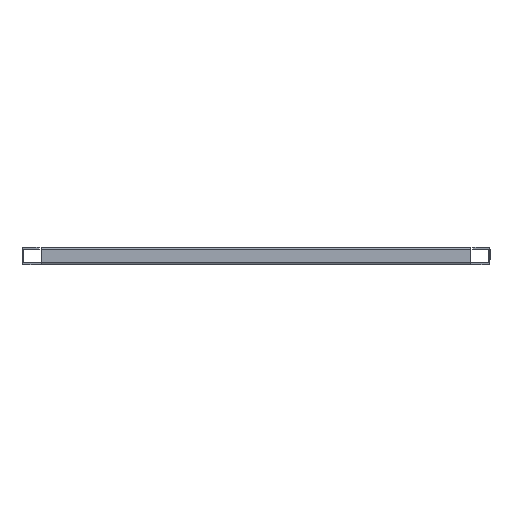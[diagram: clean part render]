
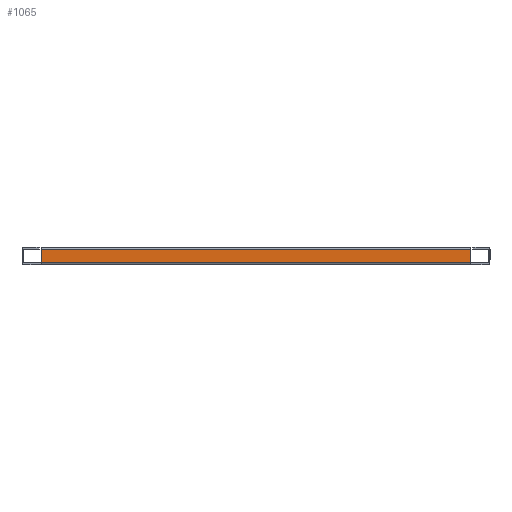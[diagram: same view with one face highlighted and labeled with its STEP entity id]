
A CAD part, left-side view. The second image highlights one B-rep face of the part: STEP entity #1065.
In plain terms, the highlighted planar face has unit normal (-1, 0, 0).
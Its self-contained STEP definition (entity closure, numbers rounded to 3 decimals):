
#195 = EDGE_LOOP ( 'NONE', ( #2806, #2805, #2804, #2803 ) ) ;
#1065 = ADVANCED_FACE ( 'NONE', ( #3098 ), #1670, .F. ) ;
#1280 = EDGE_CURVE ( 'NONE', #1413, #1418, #3586, .T. ) ;
#1282 = EDGE_CURVE ( 'NONE', #1413, #1412, #3579, .T. ) ;
#1412 = VERTEX_POINT ( 'NONE', #5071 ) ;
#1413 = VERTEX_POINT ( 'NONE', #5072 ) ;
#1416 = VERTEX_POINT ( 'NONE', #5075 ) ;
#1418 = VERTEX_POINT ( 'NONE', #5077 ) ;
#1665 = CARTESIAN_POINT ( 'NONE',  ( -1041.51, 314.5, 2.5 ) ) ;
#1670 = PLANE ( 'NONE',  #2645 ) ;
#1675 = DIRECTION ( 'NONE',  ( 1., 0., 0. ) ) ;
#1676 = DIRECTION ( 'NONE',  ( 0., 0., -1. ) ) ;
#2154 = EDGE_CURVE ( 'NONE', #1416, #1418, #3609, .T. ) ;
#2157 = EDGE_CURVE ( 'NONE', #1412, #1416, #3604, .T. ) ;
#2645 = AXIS2_PLACEMENT_3D ( 'NONE', #1665, #1675, #1676 ) ;
#2803 = ORIENTED_EDGE ( 'NONE', *, *, #1282, .T. ) ;
#2804 = ORIENTED_EDGE ( 'NONE', *, *, #1280, .F. ) ;
#2805 = ORIENTED_EDGE ( 'NONE', *, *, #2154, .T. ) ;
#2806 = ORIENTED_EDGE ( 'NONE', *, *, #2157, .T. ) ;
#3098 = FACE_OUTER_BOUND ( 'NONE', #195, .T. ) ;
#3579 = LINE ( 'NONE', #4935, #3599 ) ;
#3586 = LINE ( 'NONE', #4925, #3595 ) ;
#3595 = VECTOR ( 'NONE', #4934, 1000. ) ;
#3599 = VECTOR ( 'NONE', #4938, 1000. ) ;
#3602 = VECTOR ( 'NONE', #5094, 1000. ) ;
#3604 = LINE ( 'NONE', #5097, #3615 ) ;
#3609 = LINE ( 'NONE', #5091, #3602 ) ;
#3615 = VECTOR ( 'NONE', #5100, 1000. ) ;
#4925 = CARTESIAN_POINT ( 'NONE',  ( -1041.51, 314.5, 2.51 ) ) ;
#4934 = DIRECTION ( 'NONE',  ( 0., 1., 0. ) ) ;
#4935 = CARTESIAN_POINT ( 'NONE',  ( -1041.51, -314.5, 2.5 ) ) ;
#4938 = DIRECTION ( 'NONE',  ( 0., 0., 1. ) ) ;
#5071 = CARTESIAN_POINT ( 'NONE',  ( -1041.51, -314.5, 22.49 ) ) ;
#5072 = CARTESIAN_POINT ( 'NONE',  ( -1041.51, -314.5, 2.51 ) ) ;
#5075 = CARTESIAN_POINT ( 'NONE',  ( -1041.51, 314.5, 22.49 ) ) ;
#5077 = CARTESIAN_POINT ( 'NONE',  ( -1041.51, 314.5, 2.51 ) ) ;
#5091 = CARTESIAN_POINT ( 'NONE',  ( -1041.51, 314.5, 2.5 ) ) ;
#5094 = DIRECTION ( 'NONE',  ( 0., 0., -1. ) ) ;
#5097 = CARTESIAN_POINT ( 'NONE',  ( -1041.51, -314.5, 22.49 ) ) ;
#5100 = DIRECTION ( 'NONE',  ( 0., 1., 0. ) ) ;
